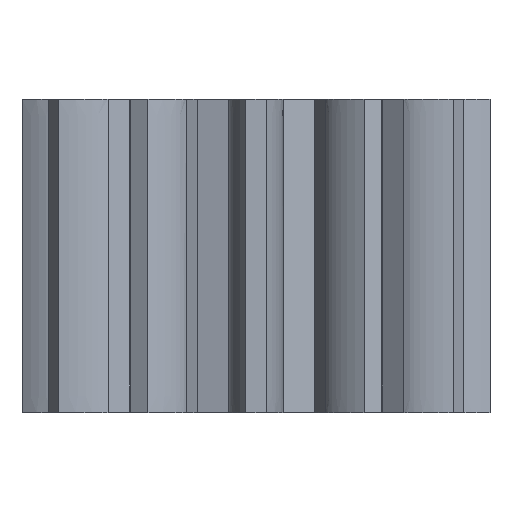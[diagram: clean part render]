
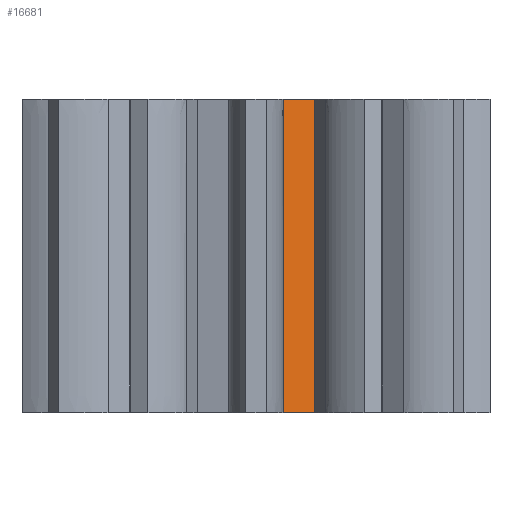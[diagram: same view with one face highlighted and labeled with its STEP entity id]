
A CAD part, front view. The second image highlights one B-rep face of the part: STEP entity #16681.
In plain terms, the highlighted face is a extrusion surface.
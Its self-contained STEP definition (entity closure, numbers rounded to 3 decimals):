
#93 = PLANE('',#94);
#94 = AXIS2_PLACEMENT_3D('',#95,#96,#97);
#95 = CARTESIAN_POINT('',(0.,0.,9.375)
  );
#96 = DIRECTION('',(0.,0.,1.));
#97 = DIRECTION('',(1.,0.,0.));
#168 = PLANE('',#169);
#169 = AXIS2_PLACEMENT_3D('',#170,#171,#172);
#170 = CARTESIAN_POINT('',(0.,0.,0.));
#171 = DIRECTION('',(0.,0.,1.));
#172 = DIRECTION('',(1.,0.,0.));
#3027 = VERTEX_POINT('',#3028);
#3028 = CARTESIAN_POINT('',(0.69,-4.7,0.));
#3040 = SURFACE_OF_LINEAR_EXTRUSION('',#3041,#3044);
#3041 = B_SPLINE_CURVE_WITH_KNOTS('',1,(#3042,#3043),.UNSPECIFIED.,.F.,
  .F.,(2,2),(0.,0.888),.PIECEWISE_BEZIER_KNOTS.);
#3042 = CARTESIAN_POINT('',(0.819,-5.578,0.));
#3043 = CARTESIAN_POINT('',(0.69,-4.7,0.));
#3044 = VECTOR('',#3045,1.);
#3045 = DIRECTION('',(-0.,-0.,-1.));
#3053 = EDGE_CURVE('',#3027,#3054,#3056,.T.);
#3054 = VERTEX_POINT('',#3055);
#3055 = CARTESIAN_POINT('',(1.752,-4.415,0.));
#3056 = SURFACE_CURVE('',#3057,(#3060,#3066),.PCURVE_S1.);
#3057 = B_SPLINE_CURVE_WITH_KNOTS('',1,(#3058,#3059),.UNSPECIFIED.,.F.,
  .F.,(2,2),(0.,1.099),.PIECEWISE_BEZIER_KNOTS.);
#3058 = CARTESIAN_POINT('',(0.69,-4.7,0.));
#3059 = CARTESIAN_POINT('',(1.752,-4.415,0.));
#3060 = PCURVE('',#168,#3061);
#3061 = DEFINITIONAL_REPRESENTATION('',(#3062),#3065);
#3062 = B_SPLINE_CURVE_WITH_KNOTS('',1,(#3063,#3064),.UNSPECIFIED.,.F.,
  .F.,(2,2),(0.,1.099),.PIECEWISE_BEZIER_KNOTS.);
#3063 = CARTESIAN_POINT('',(0.69,-4.7));
#3064 = CARTESIAN_POINT('',(1.752,-4.415));
#3065 = ( GEOMETRIC_REPRESENTATION_CONTEXT(2) 
PARAMETRIC_REPRESENTATION_CONTEXT() REPRESENTATION_CONTEXT('2D SPACE',''
  ) );
#3066 = PCURVE('',#3067,#3073);
#3067 = SURFACE_OF_LINEAR_EXTRUSION('',#3068,#3071);
#3068 = B_SPLINE_CURVE_WITH_KNOTS('',1,(#3069,#3070),.UNSPECIFIED.,.F.,
  .F.,(2,2),(0.,1.099),.PIECEWISE_BEZIER_KNOTS.);
#3069 = CARTESIAN_POINT('',(0.69,-4.7,0.));
#3070 = CARTESIAN_POINT('',(1.752,-4.415,0.));
#3071 = VECTOR('',#3072,1.);
#3072 = DIRECTION('',(-0.,-0.,-1.));
#3073 = DEFINITIONAL_REPRESENTATION('',(#3074),#3078);
#3074 = LINE('',#3075,#3076);
#3075 = CARTESIAN_POINT('',(0.,0.));
#3076 = VECTOR('',#3077,1.);
#3077 = DIRECTION('',(1.,0.));
#3078 = ( GEOMETRIC_REPRESENTATION_CONTEXT(2) 
PARAMETRIC_REPRESENTATION_CONTEXT() REPRESENTATION_CONTEXT('2D SPACE',''
  ) );
#3094 = SURFACE_OF_LINEAR_EXTRUSION('',#3095,#3098);
#3095 = B_SPLINE_CURVE_WITH_KNOTS('',1,(#3096,#3097),.UNSPECIFIED.,.F.,
  .F.,(2,2),(0.,0.888),.PIECEWISE_BEZIER_KNOTS.);
#3096 = CARTESIAN_POINT('',(1.752,-4.415,0.));
#3097 = CARTESIAN_POINT('',(2.08,-5.241,0.));
#3098 = VECTOR('',#3099,1.);
#3099 = DIRECTION('',(-0.,-0.,-1.));
#5561 = VERTEX_POINT('',#5562);
#5562 = CARTESIAN_POINT('',(0.69,-4.7,9.375));
#5581 = EDGE_CURVE('',#5561,#5582,#5584,.T.);
#5582 = VERTEX_POINT('',#5583);
#5583 = CARTESIAN_POINT('',(1.752,-4.415,9.375));
#5584 = SURFACE_CURVE('',#5585,(#5588,#5594),.PCURVE_S1.);
#5585 = B_SPLINE_CURVE_WITH_KNOTS('',1,(#5586,#5587),.UNSPECIFIED.,.F.,
  .F.,(2,2),(0.,1.099),.PIECEWISE_BEZIER_KNOTS.);
#5586 = CARTESIAN_POINT('',(0.69,-4.7,9.375));
#5587 = CARTESIAN_POINT('',(1.752,-4.415,9.375));
#5588 = PCURVE('',#93,#5589);
#5589 = DEFINITIONAL_REPRESENTATION('',(#5590),#5593);
#5590 = B_SPLINE_CURVE_WITH_KNOTS('',1,(#5591,#5592),.UNSPECIFIED.,.F.,
  .F.,(2,2),(0.,1.099),.PIECEWISE_BEZIER_KNOTS.);
#5591 = CARTESIAN_POINT('',(0.69,-4.7));
#5592 = CARTESIAN_POINT('',(1.752,-4.415));
#5593 = ( GEOMETRIC_REPRESENTATION_CONTEXT(2) 
PARAMETRIC_REPRESENTATION_CONTEXT() REPRESENTATION_CONTEXT('2D SPACE',''
  ) );
#5594 = PCURVE('',#3067,#5595);
#5595 = DEFINITIONAL_REPRESENTATION('',(#5596),#5600);
#5596 = LINE('',#5597,#5598);
#5597 = CARTESIAN_POINT('',(0.,-9.375));
#5598 = VECTOR('',#5599,1.);
#5599 = DIRECTION('',(1.,0.));
#5600 = ( GEOMETRIC_REPRESENTATION_CONTEXT(2) 
PARAMETRIC_REPRESENTATION_CONTEXT() REPRESENTATION_CONTEXT('2D SPACE',''
  ) );
#16631 = EDGE_CURVE('',#3054,#5582,#16632,.T.);
#16632 = SURFACE_CURVE('',#16633,(#16637,#16644),.PCURVE_S1.);
#16633 = LINE('',#16634,#16635);
#16634 = CARTESIAN_POINT('',(1.752,-4.415,0.));
#16635 = VECTOR('',#16636,1.);
#16636 = DIRECTION('',(0.,0.,1.));
#16637 = PCURVE('',#3094,#16638);
#16638 = DEFINITIONAL_REPRESENTATION('',(#16639),#16643);
#16639 = LINE('',#16640,#16641);
#16640 = CARTESIAN_POINT('',(0.,0.));
#16641 = VECTOR('',#16642,1.);
#16642 = DIRECTION('',(0.,-1.));
#16643 = ( GEOMETRIC_REPRESENTATION_CONTEXT(2) 
PARAMETRIC_REPRESENTATION_CONTEXT() REPRESENTATION_CONTEXT('2D SPACE',''
  ) );
#16644 = PCURVE('',#3067,#16645);
#16645 = DEFINITIONAL_REPRESENTATION('',(#16646),#16650);
#16646 = LINE('',#16647,#16648);
#16647 = CARTESIAN_POINT('',(1.099,0.));
#16648 = VECTOR('',#16649,1.);
#16649 = DIRECTION('',(0.,-1.));
#16650 = ( GEOMETRIC_REPRESENTATION_CONTEXT(2) 
PARAMETRIC_REPRESENTATION_CONTEXT() REPRESENTATION_CONTEXT('2D SPACE',''
  ) );
#16681 = ADVANCED_FACE('',(#16682),#3067,.F.);
#16682 = FACE_BOUND('',#16683,.F.);
#16683 = EDGE_LOOP('',(#16684,#16705,#16706,#16707));
#16684 = ORIENTED_EDGE('',*,*,#16685,.T.);
#16685 = EDGE_CURVE('',#3027,#5561,#16686,.T.);
#16686 = SURFACE_CURVE('',#16687,(#16691,#16698),.PCURVE_S1.);
#16687 = LINE('',#16688,#16689);
#16688 = CARTESIAN_POINT('',(0.69,-4.7,0.));
#16689 = VECTOR('',#16690,1.);
#16690 = DIRECTION('',(0.,0.,1.));
#16691 = PCURVE('',#3067,#16692);
#16692 = DEFINITIONAL_REPRESENTATION('',(#16693),#16697);
#16693 = LINE('',#16694,#16695);
#16694 = CARTESIAN_POINT('',(0.,0.));
#16695 = VECTOR('',#16696,1.);
#16696 = DIRECTION('',(0.,-1.));
#16697 = ( GEOMETRIC_REPRESENTATION_CONTEXT(2) 
PARAMETRIC_REPRESENTATION_CONTEXT() REPRESENTATION_CONTEXT('2D SPACE',''
  ) );
#16698 = PCURVE('',#3040,#16699);
#16699 = DEFINITIONAL_REPRESENTATION('',(#16700),#16704);
#16700 = LINE('',#16701,#16702);
#16701 = CARTESIAN_POINT('',(0.888,0.));
#16702 = VECTOR('',#16703,1.);
#16703 = DIRECTION('',(0.,-1.));
#16704 = ( GEOMETRIC_REPRESENTATION_CONTEXT(2) 
PARAMETRIC_REPRESENTATION_CONTEXT() REPRESENTATION_CONTEXT('2D SPACE',''
  ) );
#16705 = ORIENTED_EDGE('',*,*,#5581,.T.);
#16706 = ORIENTED_EDGE('',*,*,#16631,.F.);
#16707 = ORIENTED_EDGE('',*,*,#3053,.F.);
